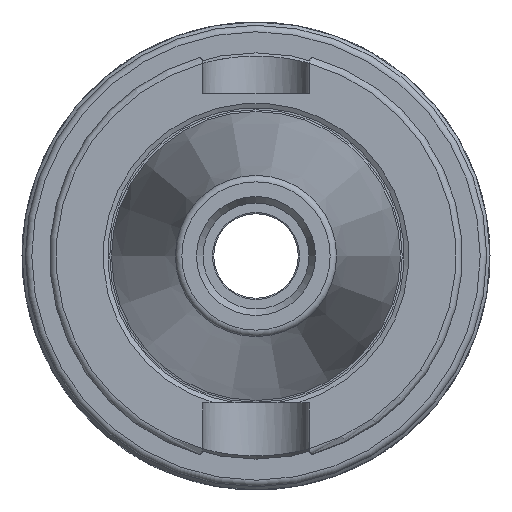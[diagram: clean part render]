
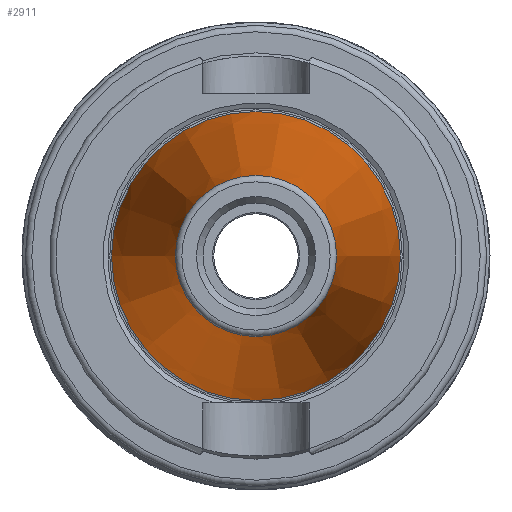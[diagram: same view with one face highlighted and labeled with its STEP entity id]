
A CAD part, left-side view. The second image highlights one B-rep face of the part: STEP entity #2911.
In plain terms, the highlighted conical face has half-angle 8.297 degrees and reference radius 17.248 mm.
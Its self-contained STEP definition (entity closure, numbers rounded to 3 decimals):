
#191=CONICAL_SURFACE('',#3198,17.248,0.145);
#253=FACE_OUTER_BOUND('',#436,.T.);
#436=EDGE_LOOP('',(#2119,#2120,#2121,#2122,#2123));
#619=CIRCLE('',#3192,12.397);
#620=CIRCLE('',#3193,12.397);
#624=CIRCLE('',#3199,22.225);
#769=LINE('',#4641,#994);
#994=VECTOR('',#3624,17.248);
#1294=VERTEX_POINT('',#4628);
#1295=VERTEX_POINT('',#4629);
#1298=VERTEX_POINT('',#4639);
#1607=EDGE_CURVE('',#1294,#1295,#619,.T.);
#1608=EDGE_CURVE('',#1295,#1294,#620,.T.);
#1612=EDGE_CURVE('',#1298,#1298,#624,.T.);
#1613=EDGE_CURVE('',#1298,#1295,#769,.T.);
#2119=ORIENTED_EDGE('',*,*,#1612,.F.);
#2120=ORIENTED_EDGE('',*,*,#1613,.T.);
#2121=ORIENTED_EDGE('',*,*,#1607,.F.);
#2122=ORIENTED_EDGE('',*,*,#1608,.F.);
#2123=ORIENTED_EDGE('',*,*,#1613,.F.);
#2911=ADVANCED_FACE('',(#253),#191,.T.);
#3192=AXIS2_PLACEMENT_3D('',#4630,#3608,#3609);
#3193=AXIS2_PLACEMENT_3D('',#4631,#3610,#3611);
#3198=AXIS2_PLACEMENT_3D('',#4638,#3620,#3621);
#3199=AXIS2_PLACEMENT_3D('',#4640,#3622,#3623);
#3608=DIRECTION('center_axis',(-1.,0.,0.));
#3609=DIRECTION('ref_axis',(0.,-1.,0.));
#3610=DIRECTION('center_axis',(-1.,0.,0.));
#3611=DIRECTION('ref_axis',(0.,-1.,0.));
#3620=DIRECTION('center_axis',(1.,0.,0.));
#3621=DIRECTION('ref_axis',(0.,1.,0.));
#3622=DIRECTION('center_axis',(1.,0.,0.));
#3623=DIRECTION('ref_axis',(0.,0.,-1.));
#3624=DIRECTION('',(-0.99,0.144,0.));
#4628=CARTESIAN_POINT('',(-67.394,0.,12.397));
#4629=CARTESIAN_POINT('',(-67.394,-12.397,0.));
#4630=CARTESIAN_POINT('Origin',(-67.394,0.,0.));
#4631=CARTESIAN_POINT('Origin',(-67.394,0.,0.));
#4638=CARTESIAN_POINT('Origin',(-34.125,0.,0.));
#4639=CARTESIAN_POINT('',(0.,-22.225,0.));
#4640=CARTESIAN_POINT('Origin',(0.,0.,0.));
#4641=CARTESIAN_POINT('',(-34.125,-17.248,0.));
